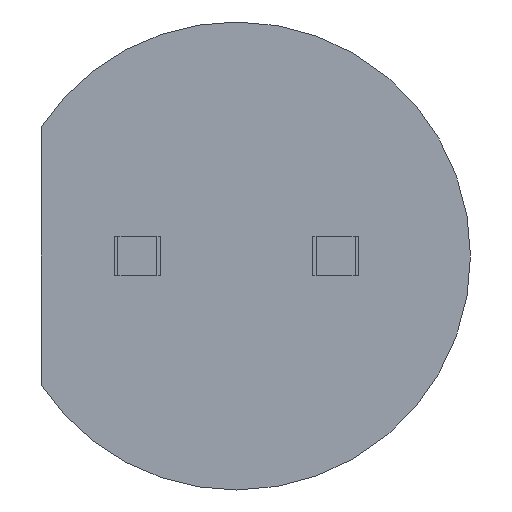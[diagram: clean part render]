
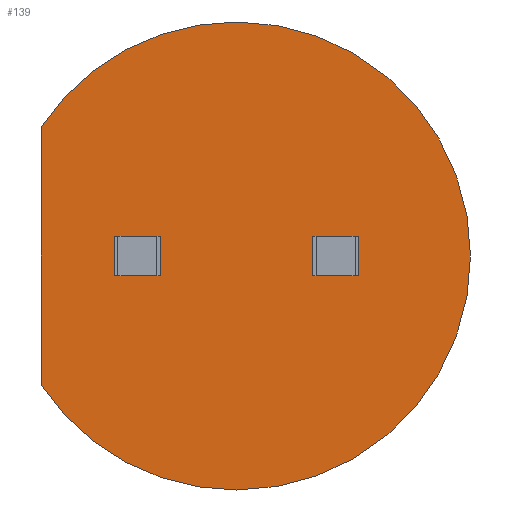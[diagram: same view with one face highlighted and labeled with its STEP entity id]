
A CAD part, front view. The second image highlights one B-rep face of the part: STEP entity #139.
In plain terms, the highlighted planar face has unit normal (0, -1, 0).
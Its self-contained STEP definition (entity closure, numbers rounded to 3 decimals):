
#3 = LINE ( 'NONE', #2404, #535 ) ;
#139 = ADVANCED_FACE ( 'NONE', ( #523 ), #2064, .F. ) ;
#156 = CIRCLE ( 'NONE', #2238, 3. ) ;
#172 = DIRECTION ( 'NONE',  ( 0., 0., 1. ) ) ;
#180 = CARTESIAN_POINT ( 'NONE',  ( 0., 0., 0. ) ) ;
#273 = AXIS2_PLACEMENT_3D ( 'NONE', #180, #2533, #419 ) ;
#368 = ORIENTED_EDGE ( 'NONE', *, *, #2286, .F. ) ;
#419 = DIRECTION ( 'NONE',  ( 0., 0., 1. ) ) ;
#453 = CARTESIAN_POINT ( 'NONE',  ( 0., 0., 0. ) ) ;
#523 = FACE_OUTER_BOUND ( 'NONE', #1373, .T. ) ;
#535 = VECTOR ( 'NONE', #665, 1000. ) ;
#634 = CARTESIAN_POINT ( 'NONE',  ( 0., 0., 3. ) ) ;
#665 = DIRECTION ( 'NONE',  ( 0., 0., 1. ) ) ;
#713 = ORIENTED_EDGE ( 'NONE', *, *, #1342, .F. ) ;
#725 = ORIENTED_EDGE ( 'NONE', *, *, #2454, .F. ) ;
#759 = CARTESIAN_POINT ( 'NONE',  ( 0., 0., 0. ) ) ;
#866 = EDGE_CURVE ( 'NONE', #2308, #2168, #1759, .T. ) ;
#952 = DIRECTION ( 'NONE',  ( 0., 0., 1. ) ) ;
#1045 = ORIENTED_EDGE ( 'NONE', *, *, #866, .F. ) ;
#1194 = VERTEX_POINT ( 'NONE', #2199 ) ;
#1342 = EDGE_CURVE ( 'NONE', #1563, #2308, #156, .T. ) ;
#1353 = DIRECTION ( 'NONE',  ( 0., 1., 0. ) ) ;
#1373 = EDGE_LOOP ( 'NONE', ( #713, #725, #368, #1045 ) ) ;
#1563 = VERTEX_POINT ( 'NONE', #1820 ) ;
#1594 = DIRECTION ( 'NONE',  ( 0., 0., 1. ) ) ;
#1759 = CIRCLE ( 'NONE', #273, 3. ) ;
#1820 = CARTESIAN_POINT ( 'NONE',  ( -2.5, 0., 1.658 ) ) ;
#2064 = PLANE ( 'NONE',  #2097 ) ;
#2097 = AXIS2_PLACEMENT_3D ( 'NONE', #453, #2418, #1594 ) ;
#2107 = DIRECTION ( 'NONE',  ( 0., 1., 0. ) ) ;
#2126 = CIRCLE ( 'NONE', #2157, 3. ) ;
#2157 = AXIS2_PLACEMENT_3D ( 'NONE', #2515, #1353, #172 ) ;
#2168 = VERTEX_POINT ( 'NONE', #2477 ) ;
#2199 = CARTESIAN_POINT ( 'NONE',  ( -2.5, 0., -1.658 ) ) ;
#2238 = AXIS2_PLACEMENT_3D ( 'NONE', #759, #2107, #952 ) ;
#2286 = EDGE_CURVE ( 'NONE', #2168, #1194, #2126, .T. ) ;
#2308 = VERTEX_POINT ( 'NONE', #634 ) ;
#2404 = CARTESIAN_POINT ( 'NONE',  ( -2.5, 0., 0. ) ) ;
#2418 = DIRECTION ( 'NONE',  ( 0., 1., 0. ) ) ;
#2454 = EDGE_CURVE ( 'NONE', #1194, #1563, #3, .T. ) ;
#2477 = CARTESIAN_POINT ( 'NONE',  ( 0., 0., -3. ) ) ;
#2515 = CARTESIAN_POINT ( 'NONE',  ( 0., 0., 0. ) ) ;
#2533 = DIRECTION ( 'NONE',  ( 0., 1., 0. ) ) ;
